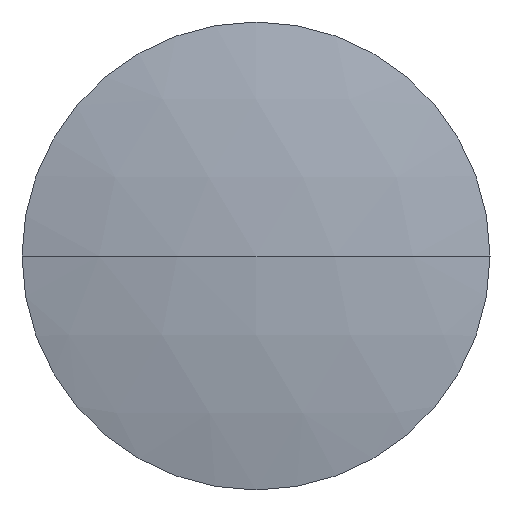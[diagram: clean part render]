
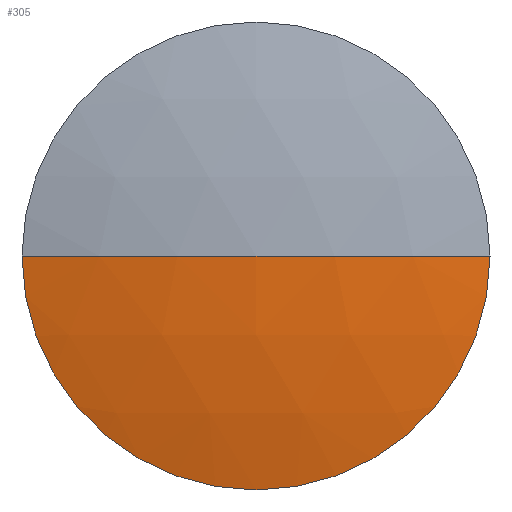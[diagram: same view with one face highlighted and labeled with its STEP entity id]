
A CAD part, left-side view. The second image highlights one B-rep face of the part: STEP entity #305.
In plain terms, the highlighted spherical face has radius 6.343 mm.
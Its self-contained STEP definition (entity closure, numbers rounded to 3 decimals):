
#3 = CIRCLE ( 'NONE', #6, 6.343 ) ;
#6 = AXIS2_PLACEMENT_3D ( 'NONE', #142, #54, #74 ) ;
#14 = DIRECTION ( 'NONE',  ( 0., 0., -1. ) ) ;
#21 = ORIENTED_EDGE ( 'NONE', *, *, #65, .F. ) ;
#22 = CARTESIAN_POINT ( 'NONE',  ( 9.712, 4.242, 0. ) ) ;
#26 = VERTEX_POINT ( 'NONE', #22 ) ;
#29 = DIRECTION ( 'NONE',  ( 0., 0., -1. ) ) ;
#41 = EDGE_LOOP ( 'NONE', ( #123, #251, #21 ) ) ;
#44 = AXIS2_PLACEMENT_3D ( 'NONE', #106, #14, #128 ) ;
#54 = DIRECTION ( 'NONE',  ( 0., 0., 1. ) ) ;
#56 = CIRCLE ( 'NONE', #184, 6.343 ) ;
#62 = DIRECTION ( 'NONE',  ( 0., 1., 0. ) ) ;
#65 = EDGE_CURVE ( 'NONE', #137, #254, #3, .T. ) ;
#74 = DIRECTION ( 'NONE',  ( 1., 0., 0. ) ) ;
#101 = AXIS2_PLACEMENT_3D ( 'NONE', #223, #163, #263 ) ;
#106 = CARTESIAN_POINT ( 'NONE',  ( 15.875, 5.742, 0. ) ) ;
#111 = CIRCLE ( 'NONE', #101, 1.5 ) ;
#123 = ORIENTED_EDGE ( 'NONE', *, *, #227, .T. ) ;
#128 = DIRECTION ( 'NONE',  ( 0., 1., 0. ) ) ;
#137 = VERTEX_POINT ( 'NONE', #300 ) ;
#142 = CARTESIAN_POINT ( 'NONE',  ( 15.875, 5.742, 0. ) ) ;
#153 = CARTESIAN_POINT ( 'NONE',  ( 9.532, 5.742, 0. ) ) ;
#162 = FACE_OUTER_BOUND ( 'NONE', #41, .T. ) ;
#163 = DIRECTION ( 'NONE',  ( -1., 0., 0. ) ) ;
#184 = AXIS2_PLACEMENT_3D ( 'NONE', #261, #29, #62 ) ;
#223 = CARTESIAN_POINT ( 'NONE',  ( 9.712, 5.742, 0. ) ) ;
#227 = EDGE_CURVE ( 'NONE', #137, #26, #111, .T. ) ;
#251 = ORIENTED_EDGE ( 'NONE', *, *, #293, .T. ) ;
#254 = VERTEX_POINT ( 'NONE', #153 ) ;
#261 = CARTESIAN_POINT ( 'NONE',  ( 15.875, 5.742, 0. ) ) ;
#263 = DIRECTION ( 'NONE',  ( 0., -1., 0. ) ) ;
#293 = EDGE_CURVE ( 'NONE', #26, #254, #56, .T. ) ;
#294 = SPHERICAL_SURFACE ( 'NONE', #44, 6.343 ) ;
#300 = CARTESIAN_POINT ( 'NONE',  ( 9.712, 7.242, 0. ) ) ;
#305 = ADVANCED_FACE ( 'NONE', ( #162 ), #294, .T. ) ;
